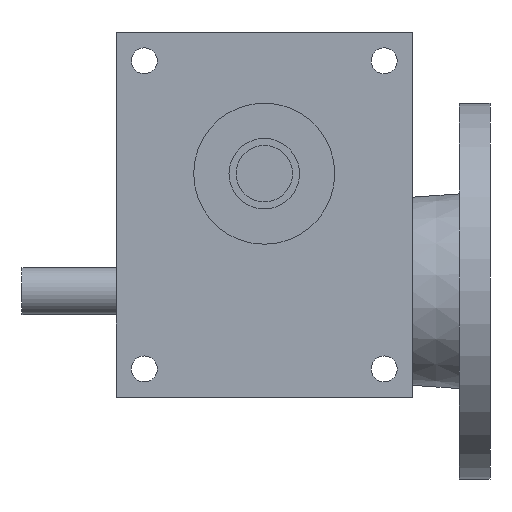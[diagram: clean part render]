
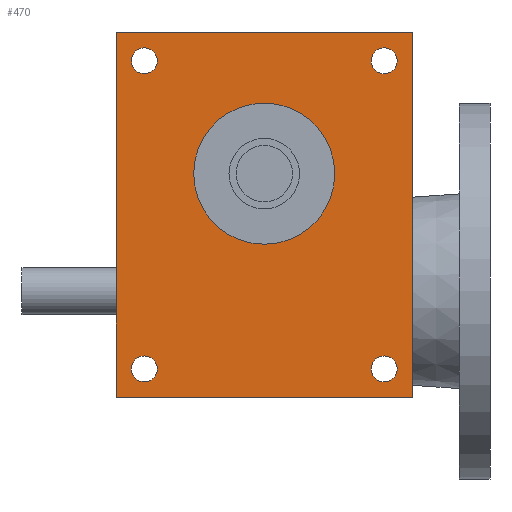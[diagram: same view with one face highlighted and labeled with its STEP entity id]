
A CAD part, front view. The second image highlights one B-rep face of the part: STEP entity #470.
In plain terms, the highlighted planar face has unit normal (0, -1, 0).
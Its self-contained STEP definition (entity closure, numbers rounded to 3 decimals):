
#470 = ADVANCED_FACE( '', ( #987, #988, #989, #990, #991, #992 ), #993, .F. );
#987 = FACE_BOUND( '', #1586, .T. );
#988 = FACE_BOUND( '', #1587, .T. );
#989 = FACE_BOUND( '', #1588, .T. );
#990 = FACE_BOUND( '', #1589, .T. );
#991 = FACE_BOUND( '', #1590, .T. );
#992 = FACE_OUTER_BOUND( '', #1591, .T. );
#993 = PLANE( '', #1592 );
#1586 = EDGE_LOOP( '', ( #2671 ) );
#1587 = EDGE_LOOP( '', ( #2672 ) );
#1588 = EDGE_LOOP( '', ( #2673 ) );
#1589 = EDGE_LOOP( '', ( #2674 ) );
#1590 = EDGE_LOOP( '', ( #2675 ) );
#1591 = EDGE_LOOP( '', ( #2676, #2677, #2678, #2679 ) );
#1592 = AXIS2_PLACEMENT_3D( '', #2680, #2681, #2682 );
#2671 = ORIENTED_EDGE( '', *, *, #3658, .T. );
#2672 = ORIENTED_EDGE( '', *, *, #3659, .T. );
#2673 = ORIENTED_EDGE( '', *, *, #3660, .T. );
#2674 = ORIENTED_EDGE( '', *, *, #3432, .T. );
#2675 = ORIENTED_EDGE( '', *, *, #3661, .T. );
#2676 = ORIENTED_EDGE( '', *, *, #3478, .T. );
#2677 = ORIENTED_EDGE( '', *, *, #3662, .F. );
#2678 = ORIENTED_EDGE( '', *, *, #3663, .F. );
#2679 = ORIENTED_EDGE( '', *, *, #3664, .T. );
#2680 = CARTESIAN_POINT( '', ( -63., -45., 77.5 ) );
#2681 = DIRECTION( '', ( 0., 1., 0. ) );
#2682 = DIRECTION( '', ( 0., 0., 1. ) );
#3432 = EDGE_CURVE( '', #4089, #4089, #4090, .T. );
#3478 = EDGE_CURVE( '', #4163, #4167, #4169, .T. );
#3658 = EDGE_CURVE( '', #4423, #4423, #4424, .T. );
#3659 = EDGE_CURVE( '', #4425, #4425, #4426, .T. );
#3660 = EDGE_CURVE( '', #4427, #4427, #4428, .T. );
#3661 = EDGE_CURVE( '', #4429, #4429, #4430, .T. );
#3662 = EDGE_CURVE( '', #4431, #4167, #4432, .T. );
#3663 = EDGE_CURVE( '', #4433, #4431, #4434, .T. );
#3664 = EDGE_CURVE( '', #4433, #4163, #4435, .T. );
#4089 = VERTEX_POINT( '', #5035 );
#4090 = CIRCLE( '', #5036, 5.5 );
#4163 = VERTEX_POINT( '', #5130 );
#4167 = VERTEX_POINT( '', #5136 );
#4169 = LINE( '', #5139, #5140 );
#4423 = VERTEX_POINT( '', #5487 );
#4424 = CIRCLE( '', #5488, 5.5 );
#4425 = VERTEX_POINT( '', #5489 );
#4426 = CIRCLE( '', #5490, 5.5 );
#4427 = VERTEX_POINT( '', #5491 );
#4428 = CIRCLE( '', #5492, 5.5 );
#4429 = VERTEX_POINT( '', #5493 );
#4430 = CIRCLE( '', #5494, 30. );
#4431 = VERTEX_POINT( '', #5495 );
#4432 = LINE( '', #5496, #5497 );
#4433 = VERTEX_POINT( '', #5498 );
#4434 = LINE( '', #5499, #5500 );
#4435 = LINE( '', #5501, #5502 );
#5035 = CARTESIAN_POINT( '', ( 56.5, -45., -65.5 ) );
#5036 = AXIS2_PLACEMENT_3D( '', #5895, #5896, #5897 );
#5130 = CARTESIAN_POINT( '', ( -63., -45., -77.5 ) );
#5136 = CARTESIAN_POINT( '', ( 63., -45., -77.5 ) );
#5139 = CARTESIAN_POINT( '', ( -63., -45., -77.5 ) );
#5140 = VECTOR( '', #5958, 1000. );
#5487 = CARTESIAN_POINT( '', ( 56.5, -45., 65.5 ) );
#5488 = AXIS2_PLACEMENT_3D( '', #6166, #6167, #6168 );
#5489 = CARTESIAN_POINT( '', ( -45.5, -45., 65.5 ) );
#5490 = AXIS2_PLACEMENT_3D( '', #6169, #6170, #6171 );
#5491 = CARTESIAN_POINT( '', ( -45.5, -45., -65.5 ) );
#5492 = AXIS2_PLACEMENT_3D( '', #6172, #6173, #6174 );
#5493 = CARTESIAN_POINT( '', ( 30., -45., 17.5 ) );
#5494 = AXIS2_PLACEMENT_3D( '', #6175, #6176, #6177 );
#5495 = CARTESIAN_POINT( '', ( 63., -45., 77.5 ) );
#5496 = CARTESIAN_POINT( '', ( 63., -45., 77.5 ) );
#5497 = VECTOR( '', #6178, 1000. );
#5498 = CARTESIAN_POINT( '', ( -63., -45., 77.5 ) );
#5499 = CARTESIAN_POINT( '', ( -63., -45., 77.5 ) );
#5500 = VECTOR( '', #6179, 1000. );
#5501 = CARTESIAN_POINT( '', ( -63., -45., 77.5 ) );
#5502 = VECTOR( '', #6180, 1000. );
#5895 = CARTESIAN_POINT( '', ( 51., -45., -65.5 ) );
#5896 = DIRECTION( '', ( 0., 1., 0. ) );
#5897 = DIRECTION( '', ( 1., 0., 0. ) );
#5958 = DIRECTION( '', ( 1., 0., 0. ) );
#6166 = CARTESIAN_POINT( '', ( 51., -45., 65.5 ) );
#6167 = DIRECTION( '', ( 0., 1., 0. ) );
#6168 = DIRECTION( '', ( 1., 0., 0. ) );
#6169 = CARTESIAN_POINT( '', ( -51., -45., 65.5 ) );
#6170 = DIRECTION( '', ( 0., 1., 0. ) );
#6171 = DIRECTION( '', ( 1., 0., 0. ) );
#6172 = CARTESIAN_POINT( '', ( -51., -45., -65.5 ) );
#6173 = DIRECTION( '', ( 0., 1., 0. ) );
#6174 = DIRECTION( '', ( 1., 0., 0. ) );
#6175 = CARTESIAN_POINT( '', ( 0., -45., 17.5 ) );
#6176 = DIRECTION( '', ( 0., 1., 0. ) );
#6177 = DIRECTION( '', ( 1., 0., 0. ) );
#6178 = DIRECTION( '', ( 0., 0., -1. ) );
#6179 = DIRECTION( '', ( 1., 0., 0. ) );
#6180 = DIRECTION( '', ( 0., 0., -1. ) );
